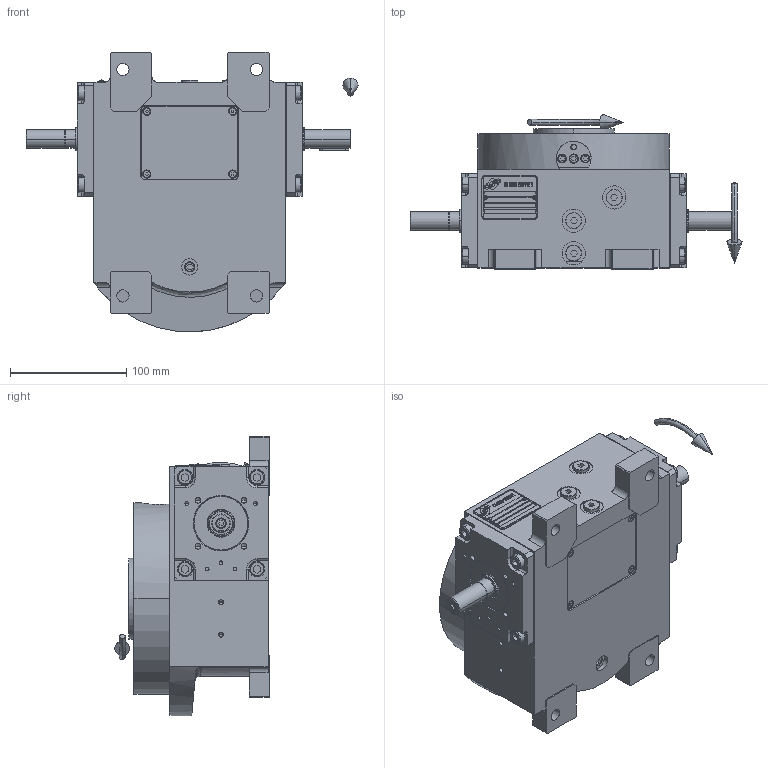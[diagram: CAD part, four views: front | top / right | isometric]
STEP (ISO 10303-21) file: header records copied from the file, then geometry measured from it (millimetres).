
FILE_DESCRIPTION (( 'STEP AP203' ), '1' );
FILE_NAME ('PC5001056.step', '2024-07-01T16:10:16', ( '' ), ( '' ), 'SwSTEP 2.0', 'SolidWorks 2020', '' );
FILE_SCHEMA (( 'CONFIG_CONTROL_DESIGN' ));
Length unit declared in the file: millimetre
Products named in the file (71): cfn2107_01_001; rig04_003_6; rig04_001_a; cfn2128_04_011; rig04_071_6_m.stp; cfn2000_01_147; cfn2476_01_001_48x38; cfn2000_01_129; cfn2070_05_001; freccia_angolare; CFN2203_02_001.stp; cfn2155_01_055; AS_cfn2476_01_001_48x38; cfn2073_01_011; cfn2000_01_161; cfn2128_05_006; CFN2104_02_017.stp; cfn2003_01_063; rig04_007_master; CFN2155_01_007.stp; AS_rig04_002_bc; 900_38_30_003; AS_rig04_004; cfn2276_01_065; CFN2010_02_002.stp; PC5001056; AS_900_38_30_003; cfn2115_01_001; RIG04_005_AF0.stp; freccia_angolare_albero; rig04_002_bc; cfn2115_02_213; RIG04_005_ASM.stp; cfn2104_01_016; CFN2010_01_006.stp; cfn2151_01_087; cfn2077_01_018; olio_agip_blasia_150; CFN2356_03_051.stp; AS_rig04_015 ...
Assembly tree (61 placements, depth 5):
  CFN2203_02_001.stp
  rig04_007_master
  cfn2276_01_065
  PC5001056
    rig04_001_a
    AS_cfn2476_01_001_48x38
      cfn2476_01_001_48x38
      cfn2107_01_001
      cfn2107_01_001
    AS_rig04_071_6_m
      rig04_071_6_m.stp
        RIG04_005_ASM.stp
          RIG04_005_AF0.stp
          RIG06_021_AF0.stp
          CFN2000_01_185.stp
          CFN2000_01_185.stp
          CFN2104_02_017.stp
        CFN2155_01_007.stp
        CFN2010_02_002.stp
      rig04_003_6
      cfn2000_01_147
      cfn2000_01_147
      cfn2000_01_147
      cfn2000_01_147
      cfn2000_01_147
      cfn2000_01_147
      cfn2000_01_147
      cfn2000_01_147
      cfn2104_01_016  x2
    cfn2073_01_011
    AS_rig04_004
      rig04_004
      cfn2155_01_055
      cfn2070_05_001
      cfn2000_01_129  x2
      cfn2000_01_129
      cfn2000_01_129
    AS_rig04_004
      rig04_004
      cfn2155_01_055
      cfn2070_05_001
      cfn2000_01_129  x2
      cfn2000_01_129
      cfn2000_01_129
    AS_rig04_002_bc
      rig04_002_bc
      cfn2115_01_001
    cfn2128_04_011
    cfn2128_04_011
    cfn2128_04_011
    cfn2128_05_006
    AS_rig04_015
      rig04_015
      cfn2003_01_063
      cfn2003_01_063
      cfn2003_01_063
      cfn2003_01_063
    freccia_angolare_albero
    freccia_angolare
    AS_900_38_30_003
Bounding box: 286 x 133 x 240.95 mm (x, y, z)
Volume: 1247910.6 mm3; surface area: 393167.1 mm2
Topology: 65 solids, 65 shells, 1922 faces, 4689 edges, 2996 vertices
Faces by surface type: plane 1003, cylinder 584, cone 314, torus 14, sphere 6, bspline 1
Entity records: 63640 total; most frequent: CARTESIAN_POINT 12096, DIRECTION 9342, ORIENTED_EDGE 8930, EDGE_CURVE 4465, AXIS2_PLACEMENT_3D 3191, LINE 2960, VECTOR 2960, VERTEX_POINT 2904
